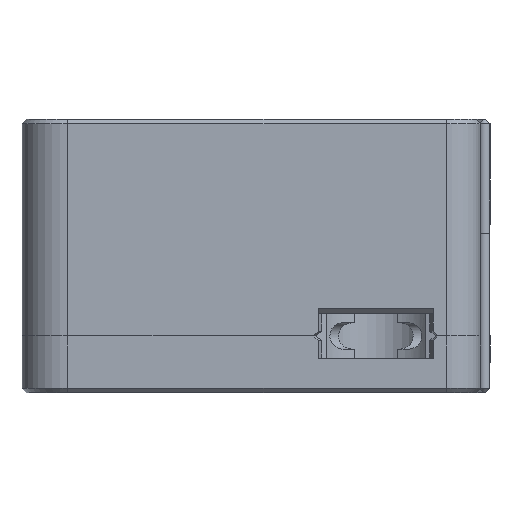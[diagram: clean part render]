
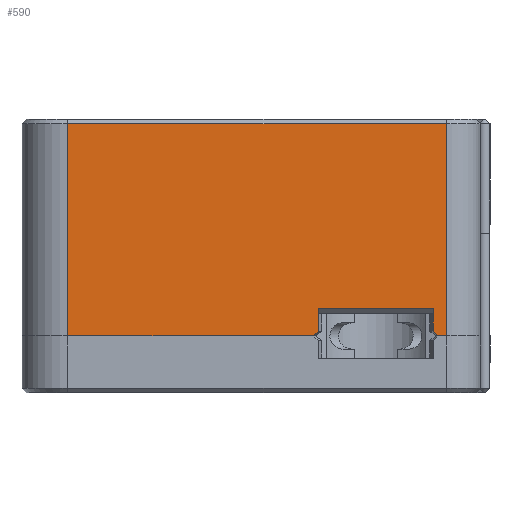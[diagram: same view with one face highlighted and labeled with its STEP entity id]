
A CAD part, left-side view. The second image highlights one B-rep face of the part: STEP entity #590.
In plain terms, the highlighted planar face has unit normal (-1, 0, 0).
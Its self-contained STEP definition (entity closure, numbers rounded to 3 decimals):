
#126 = EDGE_CURVE ( 'NONE', #406, #9932, #14628, .T. ) ;
#222 = LINE ( 'NONE', #12654, #1669 ) ;
#406 = VERTEX_POINT ( 'NONE', #4409 ) ;
#418 = PLANE ( 'NONE',  #6512 ) ;
#590 = ADVANCED_FACE ( 'NONE', ( #10653 ), #418, .F. ) ;
#1312 = CARTESIAN_POINT ( 'NONE',  ( -11.3, -6.173, 18.6 ) ) ;
#1577 = CARTESIAN_POINT ( 'NONE',  ( -11.3, 5.05, -2. ) ) ;
#1669 = VECTOR ( 'NONE', #13780, 1000. ) ;
#1725 = CARTESIAN_POINT ( 'NONE',  ( -11.3, -5.05, 0.4 ) ) ;
#1913 = EDGE_LOOP ( 'NONE', ( #9006, #5337, #12522, #4696, #2294, #8513, #6703, #6231, #12766, #14365 ) ) ;
#1925 = DIRECTION ( 'NONE',  ( 0., 0., 1. ) ) ;
#1954 = DIRECTION ( 'NONE',  ( 0., 1., 0. ) ) ;
#2294 = ORIENTED_EDGE ( 'NONE', *, *, #11965, .F. ) ;
#2409 = DIRECTION ( 'NONE',  ( 0., 1., 0. ) ) ;
#2506 = EDGE_CURVE ( 'NONE', #406, #5924, #11825, .T. ) ;
#2519 = VERTEX_POINT ( 'NONE', #11554 ) ;
#2743 = EDGE_CURVE ( 'NONE', #9932, #10105, #5018, .T. ) ;
#2775 = DIRECTION ( 'NONE',  ( 0., 0., 1. ) ) ;
#2963 = EDGE_CURVE ( 'NONE', #14398, #4194, #13260, .T. ) ;
#3124 = LINE ( 'NONE', #13607, #13632 ) ;
#3504 = VECTOR ( 'NONE', #2409, 1000. ) ;
#3685 = VECTOR ( 'NONE', #2775, 1000. ) ;
#3747 = EDGE_CURVE ( 'NONE', #13261, #4194, #3809, .T. ) ;
#3809 = LINE ( 'NONE', #13779, #13045 ) ;
#3869 = DIRECTION ( 'NONE',  ( 1., 0., 0. ) ) ;
#3940 = DIRECTION ( 'NONE',  ( 0., -1., 0. ) ) ;
#3962 = VECTOR ( 'NONE', #10993, 1000. ) ;
#4194 = VERTEX_POINT ( 'NONE', #1312 ) ;
#4382 = CARTESIAN_POINT ( 'NONE',  ( -11.3, 5.05, 0.4 ) ) ;
#4409 = CARTESIAN_POINT ( 'NONE',  ( -11.3, 5.05, 0.4 ) ) ;
#4696 = ORIENTED_EDGE ( 'NONE', *, *, #7684, .F. ) ;
#4764 = VECTOR ( 'NONE', #11256, 1000. ) ;
#5018 = LINE ( 'NONE', #11745, #3504 ) ;
#5061 = LINE ( 'NONE', #9464, #14504 ) ;
#5337 = ORIENTED_EDGE ( 'NONE', *, *, #10132, .F. ) ;
#5602 = VECTOR ( 'NONE', #8929, 1000. ) ;
#5661 = VERTEX_POINT ( 'NONE', #10613 ) ;
#5924 = VERTEX_POINT ( 'NONE', #9061 ) ;
#6231 = ORIENTED_EDGE ( 'NONE', *, *, #6369, .F. ) ;
#6369 = EDGE_CURVE ( 'NONE', #10105, #13261, #5061, .T. ) ;
#6512 = AXIS2_PLACEMENT_3D ( 'NONE', #14115, #3869, #3940 ) ;
#6703 = ORIENTED_EDGE ( 'NONE', *, *, #3747, .F. ) ;
#6707 = LINE ( 'NONE', #7810, #4764 ) ;
#7622 = VECTOR ( 'NONE', #1954, 1000. ) ;
#7684 = EDGE_CURVE ( 'NONE', #5661, #8044, #6707, .T. ) ;
#7788 = LINE ( 'NONE', #8765, #7622 ) ;
#7810 = CARTESIAN_POINT ( 'NONE',  ( -11.3, -5.05, 0.4 ) ) ;
#8044 = VERTEX_POINT ( 'NONE', #1725 ) ;
#8084 = CARTESIAN_POINT ( 'NONE',  ( -11.3, 27., 18.6 ) ) ;
#8513 = ORIENTED_EDGE ( 'NONE', *, *, #2963, .T. ) ;
#8765 = CARTESIAN_POINT ( 'NONE',  ( -11.3, 5.05, 2.4 ) ) ;
#8767 = CARTESIAN_POINT ( 'NONE',  ( -11.3, -6.173, -5. ) ) ;
#8929 = DIRECTION ( 'NONE',  ( 0., 0.707, -0.707 ) ) ;
#9006 = ORIENTED_EDGE ( 'NONE', *, *, #2506, .T. ) ;
#9061 = CARTESIAN_POINT ( 'NONE',  ( -11.3, 5.05, 2.4 ) ) ;
#9464 = CARTESIAN_POINT ( 'NONE',  ( -11.3, 27., 87.04 ) ) ;
#9932 = VERTEX_POINT ( 'NONE', #14406 ) ;
#10105 = VERTEX_POINT ( 'NONE', #14603 ) ;
#10132 = EDGE_CURVE ( 'NONE', #2519, #5924, #7788, .T. ) ;
#10613 = CARTESIAN_POINT ( 'NONE',  ( -11.3, -5.45, 0. ) ) ;
#10653 = FACE_OUTER_BOUND ( 'NONE', #1913, .T. ) ;
#10993 = DIRECTION ( 'NONE',  ( 0., 0., 1. ) ) ;
#11220 = CARTESIAN_POINT ( 'NONE',  ( -11.3, -6.173, 0. ) ) ;
#11256 = DIRECTION ( 'NONE',  ( 0., 0.707, 0.707 ) ) ;
#11273 = EDGE_CURVE ( 'NONE', #8044, #2519, #3124, .T. ) ;
#11554 = CARTESIAN_POINT ( 'NONE',  ( -11.3, -5.05, 2.4 ) ) ;
#11745 = CARTESIAN_POINT ( 'NONE',  ( -11.3, -10., 0. ) ) ;
#11825 = LINE ( 'NONE', #1577, #3685 ) ;
#11965 = EDGE_CURVE ( 'NONE', #14398, #5661, #222, .T. ) ;
#12522 = ORIENTED_EDGE ( 'NONE', *, *, #11273, .F. ) ;
#12654 = CARTESIAN_POINT ( 'NONE',  ( -11.3, -10., 0. ) ) ;
#12766 = ORIENTED_EDGE ( 'NONE', *, *, #2743, .F. ) ;
#13045 = VECTOR ( 'NONE', #13922, 1000. ) ;
#13260 = LINE ( 'NONE', #8767, #3962 ) ;
#13261 = VERTEX_POINT ( 'NONE', #8084 ) ;
#13607 = CARTESIAN_POINT ( 'NONE',  ( -11.3, -5.05, -2. ) ) ;
#13632 = VECTOR ( 'NONE', #1925, 1000. ) ;
#13779 = CARTESIAN_POINT ( 'NONE',  ( -11.3, -6.173, 18.6 ) ) ;
#13780 = DIRECTION ( 'NONE',  ( 0., 1., 0. ) ) ;
#13922 = DIRECTION ( 'NONE',  ( 0., -1., 0. ) ) ;
#14038 = DIRECTION ( 'NONE',  ( 0., 0., 1. ) ) ;
#14115 = CARTESIAN_POINT ( 'NONE',  ( -11.3, -10., 87.04 ) ) ;
#14365 = ORIENTED_EDGE ( 'NONE', *, *, #126, .F. ) ;
#14398 = VERTEX_POINT ( 'NONE', #11220 ) ;
#14406 = CARTESIAN_POINT ( 'NONE',  ( -11.3, 5.45, 0. ) ) ;
#14504 = VECTOR ( 'NONE', #14038, 1000. ) ;
#14603 = CARTESIAN_POINT ( 'NONE',  ( -11.3, 27., 0. ) ) ;
#14628 = LINE ( 'NONE', #4382, #5602 ) ;
